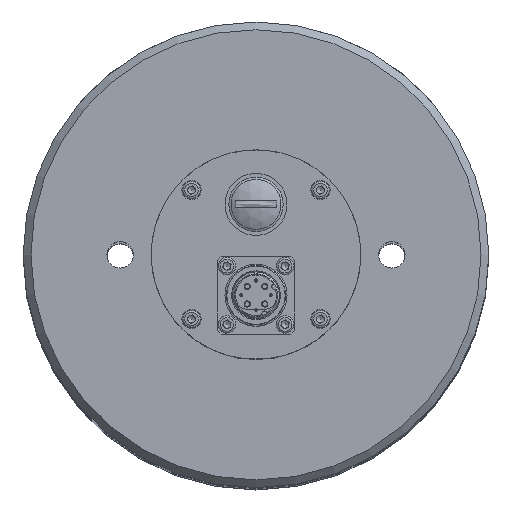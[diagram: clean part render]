
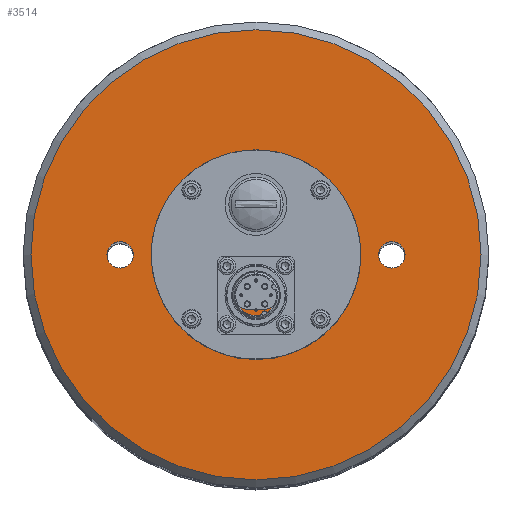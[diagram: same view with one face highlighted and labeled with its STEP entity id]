
A CAD part, top view. The second image highlights one B-rep face of the part: STEP entity #3514.
In plain terms, the highlighted planar face has unit normal (0, 0, 1).
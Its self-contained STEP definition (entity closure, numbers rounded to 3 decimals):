
#75 = ORIENTED_EDGE ( 'NONE', *, *, #1162, .F. ) ;
#89 = CARTESIAN_POINT ( 'NONE',  ( 1.15, 20., -9.4 ) ) ;
#205 = CIRCLE ( 'NONE', #2625, 3.4 ) ;
#222 = FACE_BOUND ( 'NONE', #1126, .T. ) ;
#286 = EDGE_CURVE ( 'NONE', #1799, #1799, #320, .T. ) ;
#320 = CIRCLE ( 'NONE', #2830, 58. ) ;
#331 = FACE_OUTER_BOUND ( 'NONE', #3672, .T. ) ;
#378 = ORIENTED_EDGE ( 'NONE', *, *, #1570, .T. ) ;
#395 = VERTEX_POINT ( 'NONE', #4085 ) ;
#468 = EDGE_CURVE ( 'NONE', #2006, #2006, #205, .T. ) ;
#537 = EDGE_LOOP ( 'NONE', ( #3914 ) ) ;
#565 = CARTESIAN_POINT ( 'NONE',  ( 0., 20., -9.4 ) ) ;
#583 = CARTESIAN_POINT ( 'NONE',  ( 0., 0., -9.4 ) ) ;
#595 = VERTEX_POINT ( 'NONE', #89 ) ;
#627 = DIRECTION ( 'NONE',  ( 1., 0., 0. ) ) ;
#694 = EDGE_LOOP ( 'NONE', ( #378 ) ) ;
#920 = EDGE_LOOP ( 'NONE', ( #3675 ) ) ;
#938 = CARTESIAN_POINT ( 'NONE',  ( -35., 0., -9.4 ) ) ;
#1024 = CIRCLE ( 'NONE', #1246, 1.15 ) ;
#1126 = EDGE_LOOP ( 'NONE', ( #75 ) ) ;
#1162 = EDGE_CURVE ( 'NONE', #395, #395, #1539, .T. ) ;
#1240 = FACE_BOUND ( 'NONE', #537, .T. ) ;
#1246 = AXIS2_PLACEMENT_3D ( 'NONE', #565, #4231, #1315 ) ;
#1315 = DIRECTION ( 'NONE',  ( 1., 0., 0. ) ) ;
#1539 = CIRCLE ( 'NONE', #1863, 3.4 ) ;
#1570 = EDGE_CURVE ( 'NONE', #3732, #3732, #2490, .T. ) ;
#1633 = DIRECTION ( 'NONE',  ( 0., 0., 1. ) ) ;
#1646 = DIRECTION ( 'NONE',  ( 0., 0., 1. ) ) ;
#1799 = VERTEX_POINT ( 'NONE', #3135 ) ;
#1863 = AXIS2_PLACEMENT_3D ( 'NONE', #4010, #1646, #3677 ) ;
#1931 = FACE_BOUND ( 'NONE', #920, .T. ) ;
#2006 = VERTEX_POINT ( 'NONE', #2392 ) ;
#2170 = DIRECTION ( 'NONE',  ( 1., 0., 0. ) ) ;
#2186 = AXIS2_PLACEMENT_3D ( 'NONE', #583, #2955, #2170 ) ;
#2252 = DIRECTION ( 'NONE',  ( 1., 0., 0. ) ) ;
#2352 = AXIS2_PLACEMENT_3D ( 'NONE', #2697, #3718, #627 ) ;
#2392 = CARTESIAN_POINT ( 'NONE',  ( -31.6, 0., -9.4 ) ) ;
#2490 = CIRCLE ( 'NONE', #2186, 14.25 ) ;
#2592 = CARTESIAN_POINT ( 'NONE',  ( 0., 0., -9.4 ) ) ;
#2625 = AXIS2_PLACEMENT_3D ( 'NONE', #938, #1633, #2252 ) ;
#2641 = EDGE_CURVE ( 'NONE', #595, #595, #1024, .T. ) ;
#2697 = CARTESIAN_POINT ( 'NONE',  ( 0., 0., -9.4 ) ) ;
#2800 = DIRECTION ( 'NONE',  ( 1., 0., 0. ) ) ;
#2830 = AXIS2_PLACEMENT_3D ( 'NONE', #2592, #3624, #2800 ) ;
#2955 = DIRECTION ( 'NONE',  ( 0., 0., -1. ) ) ;
#3039 = PLANE ( 'NONE',  #2352 ) ;
#3135 = CARTESIAN_POINT ( 'NONE',  ( 58., 0., -9.4 ) ) ;
#3211 = CARTESIAN_POINT ( 'NONE',  ( 14.25, 0., -9.4 ) ) ;
#3514 = ADVANCED_FACE ( 'NONE', ( #1240, #222, #1931, #331, #3866 ), #3039, .T. ) ;
#3624 = DIRECTION ( 'NONE',  ( 0., 0., 1. ) ) ;
#3672 = EDGE_LOOP ( 'NONE', ( #4145 ) ) ;
#3675 = ORIENTED_EDGE ( 'NONE', *, *, #2641, .T. ) ;
#3677 = DIRECTION ( 'NONE',  ( 1., 0., 0. ) ) ;
#3718 = DIRECTION ( 'NONE',  ( 0., 0., 1. ) ) ;
#3732 = VERTEX_POINT ( 'NONE', #3211 ) ;
#3866 = FACE_BOUND ( 'NONE', #694, .T. ) ;
#3914 = ORIENTED_EDGE ( 'NONE', *, *, #468, .F. ) ;
#4010 = CARTESIAN_POINT ( 'NONE',  ( 35., 0., -9.4 ) ) ;
#4085 = CARTESIAN_POINT ( 'NONE',  ( 38.4, 0., -9.4 ) ) ;
#4145 = ORIENTED_EDGE ( 'NONE', *, *, #286, .T. ) ;
#4231 = DIRECTION ( 'NONE',  ( 0., 0., -1. ) ) ;
